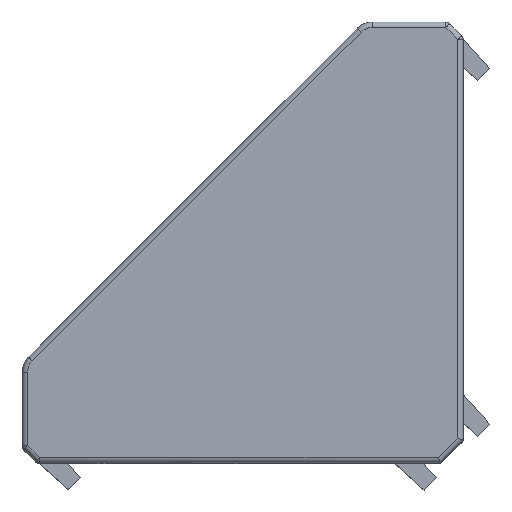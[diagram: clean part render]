
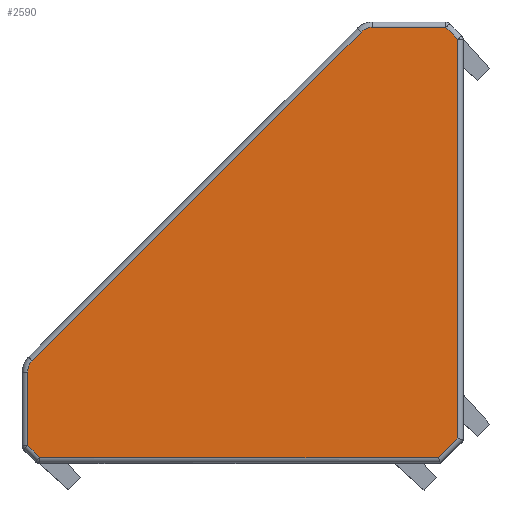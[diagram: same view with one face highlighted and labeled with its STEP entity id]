
A CAD part, top view. The second image highlights one B-rep face of the part: STEP entity #2590.
In plain terms, the highlighted planar face has unit normal (0, 0, 1).
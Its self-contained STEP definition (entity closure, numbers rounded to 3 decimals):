
#118=PLANE('',#2805);
#199=FACE_OUTER_BOUND('',#360,.T.);
#360=EDGE_LOOP('',(#1886,#1887,#1888,#1889,#1890,#1891,#1892,#1893,#1894,
#1895));
#606=LINE('',#4299,#838);
#607=LINE('',#4303,#839);
#608=LINE('',#4305,#840);
#609=LINE('',#4307,#841);
#610=LINE('',#4309,#842);
#611=LINE('',#4311,#843);
#612=LINE('',#4313,#844);
#613=LINE('',#4314,#845);
#838=VECTOR('',#3247,1000.);
#839=VECTOR('',#3250,1000.);
#840=VECTOR('',#3251,1000.);
#841=VECTOR('',#3252,1000.);
#842=VECTOR('',#3253,1000.);
#843=VECTOR('',#3254,1000.);
#844=VECTOR('',#3255,1000.);
#845=VECTOR('',#3256,1000.);
#993=CIRCLE('',#2806,1.5);
#994=CIRCLE('',#2807,1.5);
#1210=VERTEX_POINT('',#4295);
#1211=VERTEX_POINT('',#4296);
#1212=VERTEX_POINT('',#4298);
#1213=VERTEX_POINT('',#4300);
#1214=VERTEX_POINT('',#4302);
#1215=VERTEX_POINT('',#4304);
#1216=VERTEX_POINT('',#4306);
#1217=VERTEX_POINT('',#4308);
#1218=VERTEX_POINT('',#4310);
#1219=VERTEX_POINT('',#4312);
#1469=EDGE_CURVE('',#1210,#1211,#993,.T.);
#1470=EDGE_CURVE('',#1211,#1212,#606,.T.);
#1471=EDGE_CURVE('',#1212,#1213,#994,.T.);
#1472=EDGE_CURVE('',#1213,#1214,#607,.T.);
#1473=EDGE_CURVE('',#1214,#1215,#608,.T.);
#1474=EDGE_CURVE('',#1215,#1216,#609,.T.);
#1475=EDGE_CURVE('',#1216,#1217,#610,.T.);
#1476=EDGE_CURVE('',#1217,#1218,#611,.T.);
#1477=EDGE_CURVE('',#1218,#1219,#612,.T.);
#1478=EDGE_CURVE('',#1219,#1210,#613,.T.);
#1886=ORIENTED_EDGE('',*,*,#1469,.T.);
#1887=ORIENTED_EDGE('',*,*,#1470,.T.);
#1888=ORIENTED_EDGE('',*,*,#1471,.T.);
#1889=ORIENTED_EDGE('',*,*,#1472,.T.);
#1890=ORIENTED_EDGE('',*,*,#1473,.T.);
#1891=ORIENTED_EDGE('',*,*,#1474,.T.);
#1892=ORIENTED_EDGE('',*,*,#1475,.T.);
#1893=ORIENTED_EDGE('',*,*,#1476,.T.);
#1894=ORIENTED_EDGE('',*,*,#1477,.T.);
#1895=ORIENTED_EDGE('',*,*,#1478,.T.);
#2590=ADVANCED_FACE('',(#199),#118,.T.);
#2805=AXIS2_PLACEMENT_3D('',#4294,#3243,#3244);
#2806=AXIS2_PLACEMENT_3D('',#4297,#3245,#3246);
#2807=AXIS2_PLACEMENT_3D('',#4301,#3248,#3249);
#3243=DIRECTION('center_axis',(0.,0.,1.));
#3244=DIRECTION('ref_axis',(1.,0.,0.));
#3245=DIRECTION('center_axis',(0.,0.,1.));
#3246=DIRECTION('ref_axis',(1.,0.,0.));
#3247=DIRECTION('',(-0.707,-0.707,0.));
#3248=DIRECTION('center_axis',(0.,0.,1.));
#3249=DIRECTION('ref_axis',(1.,0.,0.));
#3250=DIRECTION('',(0.,-1.,0.));
#3251=DIRECTION('',(0.707,-0.707,0.));
#3252=DIRECTION('',(1.,0.,0.));
#3253=DIRECTION('',(0.707,0.707,0.));
#3254=DIRECTION('',(0.,1.,0.));
#3255=DIRECTION('',(-0.707,0.707,0.));
#3256=DIRECTION('',(-1.,0.,0.));
#4294=CARTESIAN_POINT('Origin',(-39.3,8.5,21.));
#4295=CARTESIAN_POINT('',(-8.5,40.8,21.));
#4296=CARTESIAN_POINT('',(-9.561,40.361,21.));
#4297=CARTESIAN_POINT('Origin',(-8.5,39.3,21.));
#4298=CARTESIAN_POINT('',(-40.361,9.561,21.));
#4299=CARTESIAN_POINT('',(-40.361,9.561,21.));
#4300=CARTESIAN_POINT('',(-40.8,8.5,21.));
#4301=CARTESIAN_POINT('Origin',(-39.3,8.5,21.));
#4302=CARTESIAN_POINT('',(-40.8,1.621,21.));
#4303=CARTESIAN_POINT('',(-40.8,1.414,21.));
#4304=CARTESIAN_POINT('',(-39.679,0.5,21.));
#4305=CARTESIAN_POINT('',(-39.532,0.354,21.));
#4306=CARTESIAN_POINT('',(-2.328,0.5,21.));
#4307=CARTESIAN_POINT('',(-2.121,0.5,21.));
#4308=CARTESIAN_POINT('',(-0.5,2.328,21.));
#4309=CARTESIAN_POINT('',(-0.354,2.475,21.));
#4310=CARTESIAN_POINT('',(-0.5,39.679,21.));
#4311=CARTESIAN_POINT('',(-0.5,39.886,21.));
#4312=CARTESIAN_POINT('',(-1.621,40.8,21.));
#4313=CARTESIAN_POINT('',(-1.768,40.946,21.));
#4314=CARTESIAN_POINT('',(-8.5,40.8,21.));
